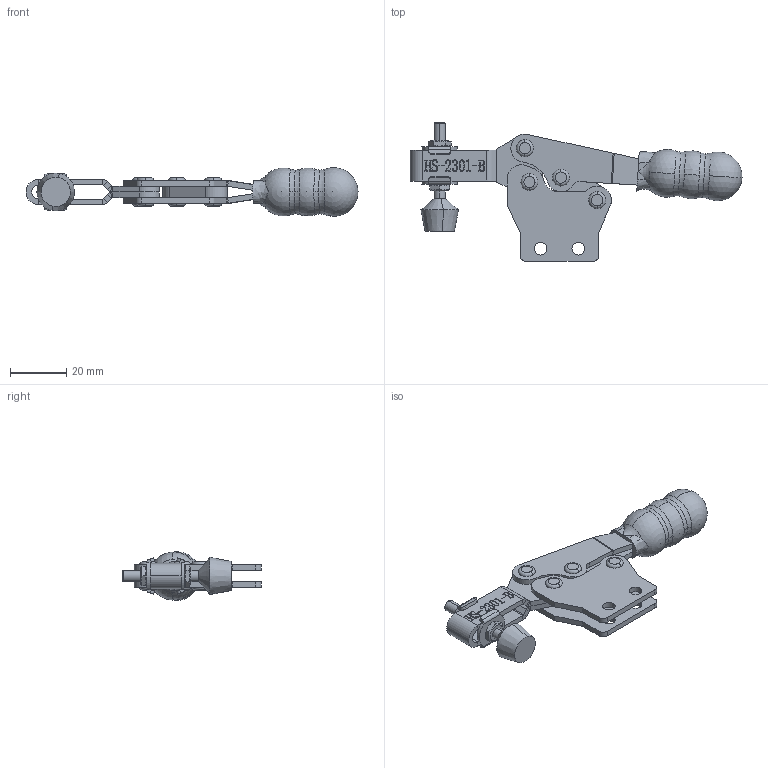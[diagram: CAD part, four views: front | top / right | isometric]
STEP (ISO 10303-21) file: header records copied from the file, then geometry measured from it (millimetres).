
FILE_DESCRIPTION (( 'STEP AP203' ), '1' );
FILE_NAME ('HS-2301-B .STEP', '2019-10-05T08:00:43', ( '微软用户' ), ( '微软中国' ), 'SwSTEP 2.0', 'SolidWorks 2012', '' );
FILE_SCHEMA (( 'CONFIG_CONTROL_DESIGN' ));
Length unit declared in the file: millimetre
Products named in the file (12): HS-2301-B ; FW-100; hex thin nuts-grades ab-chamfered gb_GB_FASTENER_NUT_STNAB M4-N; hexagon head bolts-full thread gb_GB_FASTENER_BOLT_STBAB A M4X30-N; 揤輸; 揤參; 种; 忒梟酘; 忒梟衵; 忒參; 蟀裝; 眻菁釱
Assembly tree (17 placements, depth 2):
  HS-2301-B 
    眻菁釱  x2
    蟀裝
    忒參
    忒梟衵
    忒梟酘
    种  x4
    揤參
    揤輸
    hexagon head bolts-full thread gb_GB_FASTENER_BOLT_STBAB A M4X30-N
    hex thin nuts-grades ab-chamfered gb_GB_FASTENER_NUT_STNAB M4-N  x2
    FW-100  x2
Bounding box: 117.91 x 49.22 x 17.3 mm (x, y, z)
Volume: 17952.6 mm3; surface area: 15898.7 mm2
Topology: 17 solids, 17 shells, 729 faces, 1869 edges, 1205 vertices
Faces by surface type: plane 383, bspline 154, cylinder 130, cone 30, torus 26, sphere 6
Entity records: 27669 total; most frequent: CARTESIAN_POINT 11689, ORIENTED_EDGE 3260, DIRECTION 2546, EDGE_CURVE 1630, VERTEX_POINT 1052, VECTOR 1016, LINE 1016, AXIS2_PLACEMENT_3D 765
